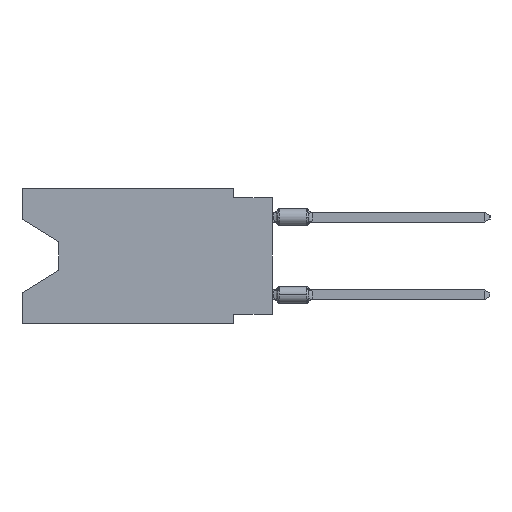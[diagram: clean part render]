
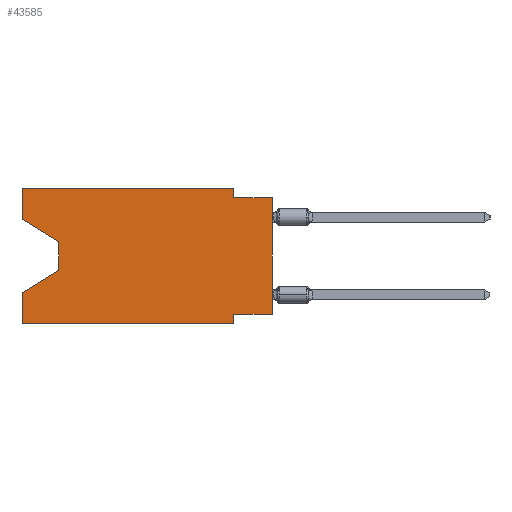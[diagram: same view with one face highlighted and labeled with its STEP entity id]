
A CAD part, left-side view. The second image highlights one B-rep face of the part: STEP entity #43585.
In plain terms, the highlighted planar face has unit normal (-1, 0, 0).
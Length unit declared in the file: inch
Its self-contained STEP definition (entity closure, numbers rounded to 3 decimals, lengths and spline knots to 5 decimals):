
#472 = ORIENTED_EDGE ( 'NONE', *, *, #481, .F. ) ;
#481 = EDGE_CURVE ( 'NONE', #2161, #62691, #19921, .T. ) ;
#626 = EDGE_CURVE ( 'NONE', #9582, #5776, #35884, .T. ) ;
#1187 = EDGE_CURVE ( 'NONE', #3498, #9582, #17905, .T. ) ;
#2161 = VERTEX_POINT ( 'NONE', #6156 ) ;
#2253 = VECTOR ( 'NONE', #8066, 39.37008 ) ;
#2527 = ORIENTED_EDGE ( 'NONE', *, *, #14842, .T. ) ;
#3498 = VERTEX_POINT ( 'NONE', #44120 ) ;
#4070 = CARTESIAN_POINT ( 'NONE',  ( 0., 0.1, 0. ) ) ;
#4712 = LINE ( 'NONE', #24435, #6648 ) ;
#5027 = DIRECTION ( 'NONE',  ( 0., 1., 0. ) ) ;
#5549 = ORIENTED_EDGE ( 'NONE', *, *, #30870, .T. ) ;
#5776 = VERTEX_POINT ( 'NONE', #4070 ) ;
#6156 = CARTESIAN_POINT ( 'NONE',  ( 0., 0.1, -0.025 ) ) ;
#6648 = VECTOR ( 'NONE', #19959, 39.37008 ) ;
#6883 = DIRECTION ( 'NONE',  ( 0., 0.855, -0.519 ) ) ;
#7201 = ORIENTED_EDGE ( 'NONE', *, *, #1187, .F. ) ;
#7852 = DIRECTION ( 'NONE',  ( 0., 0., -1. ) ) ;
#8066 = DIRECTION ( 'NONE',  ( 0., 0., -1. ) ) ;
#9582 = VERTEX_POINT ( 'NONE', #18710 ) ;
#9864 = LINE ( 'NONE', #37085, #2253 ) ;
#9963 = ORIENTED_EDGE ( 'NONE', *, *, #40867, .F. ) ;
#10510 = VECTOR ( 'NONE', #36571, 39.37008 ) ;
#11367 = VECTOR ( 'NONE', #16720, 39.37008 ) ;
#11883 = EDGE_CURVE ( 'NONE', #36663, #42782, #14528, .T. ) ;
#14528 = LINE ( 'NONE', #49299, #58586 ) ;
#14842 = EDGE_CURVE ( 'NONE', #3498, #30334, #62286, .T. ) ;
#16098 = CARTESIAN_POINT ( 'NONE',  ( 0., 0.645, 0. ) ) ;
#16223 = DIRECTION ( 'NONE',  ( 1., 0., 0. ) ) ;
#16720 = DIRECTION ( 'NONE',  ( 0., -1., 0. ) ) ;
#17349 = CARTESIAN_POINT ( 'NONE',  ( 0., 0.55, -0.212 ) ) ;
#17905 = LINE ( 'NONE', #27804, #48680 ) ;
#18275 = CARTESIAN_POINT ( 'NONE',  ( 0., 0.645, -0.08025 ) ) ;
#18710 = CARTESIAN_POINT ( 'NONE',  ( 0., 0.645, 0. ) ) ;
#19913 = VERTEX_POINT ( 'NONE', #48738 ) ;
#19921 = LINE ( 'NONE', #57940, #61214 ) ;
#19959 = DIRECTION ( 'NONE',  ( 0., 0., -1. ) ) ;
#20845 = CARTESIAN_POINT ( 'NONE',  ( 0., 0.645, 0. ) ) ;
#20987 = VECTOR ( 'NONE', #23985, 39.37008 ) ;
#21269 = EDGE_CURVE ( 'NONE', #30334, #31930, #36261, .T. ) ;
#21364 = LINE ( 'NONE', #25548, #43867 ) ;
#21501 = LINE ( 'NONE', #17349, #59648 ) ;
#22486 = CARTESIAN_POINT ( 'NONE',  ( 0., 0.645, 0. ) ) ;
#23985 = DIRECTION ( 'NONE',  ( 0., -0.855, -0.519 ) ) ;
#24435 = CARTESIAN_POINT ( 'NONE',  ( 0., 0.1, 0. ) ) ;
#25548 = CARTESIAN_POINT ( 'NONE',  ( 0., 0., 0. ) ) ;
#27804 = CARTESIAN_POINT ( 'NONE',  ( 0., 0.645, 0. ) ) ;
#28579 = DIRECTION ( 'NONE',  ( 0., -1., 0. ) ) ;
#29119 = EDGE_CURVE ( 'NONE', #36663, #19913, #35545, .T. ) ;
#29873 = ORIENTED_EDGE ( 'NONE', *, *, #11883, .T. ) ;
#30334 = VERTEX_POINT ( 'NONE', #39667 ) ;
#30870 = EDGE_CURVE ( 'NONE', #39059, #62691, #21364, .T. ) ;
#31930 = VERTEX_POINT ( 'NONE', #61964 ) ;
#33403 = CARTESIAN_POINT ( 'NONE',  ( 0., 0., -0.325 ) ) ;
#33778 = EDGE_CURVE ( 'NONE', #43139, #42782, #9864, .T. ) ;
#33984 = DIRECTION ( 'NONE',  ( 0., -1., 0. ) ) ;
#34357 = AXIS2_PLACEMENT_3D ( 'NONE', #22486, #16223, #7852 ) ;
#34685 = CARTESIAN_POINT ( 'NONE',  ( 0., 0., -0.025 ) ) ;
#35545 = LINE ( 'NONE', #20845, #50973 ) ;
#35884 = LINE ( 'NONE', #16098, #11367 ) ;
#36261 = LINE ( 'NONE', #46478, #10510 ) ;
#36571 = DIRECTION ( 'NONE',  ( 0., 0., -1. ) ) ;
#36663 = VERTEX_POINT ( 'NONE', #62849 ) ;
#37085 = CARTESIAN_POINT ( 'NONE',  ( 0., 0.1, -0.35 ) ) ;
#37309 = CARTESIAN_POINT ( 'NONE',  ( 0., 0., -0.325 ) ) ;
#39059 = VERTEX_POINT ( 'NONE', #37309 ) ;
#39667 = CARTESIAN_POINT ( 'NONE',  ( 0., 0.55, -0.138 ) ) ;
#40867 = EDGE_CURVE ( 'NONE', #39059, #43139, #48411, .T. ) ;
#40896 = EDGE_CURVE ( 'NONE', #5776, #2161, #4712, .T. ) ;
#42782 = VERTEX_POINT ( 'NONE', #55615 ) ;
#43139 = VERTEX_POINT ( 'NONE', #45345 ) ;
#43585 = ADVANCED_FACE ( 'NONE', ( #51874 ), #59936, .F. ) ;
#43867 = VECTOR ( 'NONE', #55213, 39.37008 ) ;
#44120 = CARTESIAN_POINT ( 'NONE',  ( 0., 0.645, -0.08025 ) ) ;
#45342 = VECTOR ( 'NONE', #5027, 39.37008 ) ;
#45345 = CARTESIAN_POINT ( 'NONE',  ( 0., 0.1, -0.325 ) ) ;
#45908 = ORIENTED_EDGE ( 'NONE', *, *, #53505, .T. ) ;
#46478 = CARTESIAN_POINT ( 'NONE',  ( 0., 0.55, -0.138 ) ) ;
#47286 = DIRECTION ( 'NONE',  ( 0., 0., 1. ) ) ;
#48411 = LINE ( 'NONE', #33403, #45342 ) ;
#48458 = ORIENTED_EDGE ( 'NONE', *, *, #40896, .F. ) ;
#48680 = VECTOR ( 'NONE', #47286, 39.37008 ) ;
#48738 = CARTESIAN_POINT ( 'NONE',  ( 0., 0.645, -0.26975 ) ) ;
#49299 = CARTESIAN_POINT ( 'NONE',  ( 0., 0.645, -0.35 ) ) ;
#50973 = VECTOR ( 'NONE', #59165, 39.37008 ) ;
#51358 = EDGE_LOOP ( 'NONE', ( #2527, #52679, #45908, #60697, #29873, #55187, #9963, #5549, #472, #48458, #60961, #7201 ) ) ;
#51874 = FACE_OUTER_BOUND ( 'NONE', #51358, .T. ) ;
#52679 = ORIENTED_EDGE ( 'NONE', *, *, #21269, .T. ) ;
#53505 = EDGE_CURVE ( 'NONE', #31930, #19913, #21501, .T. ) ;
#55187 = ORIENTED_EDGE ( 'NONE', *, *, #33778, .F. ) ;
#55213 = DIRECTION ( 'NONE',  ( 0., 0., 1. ) ) ;
#55615 = CARTESIAN_POINT ( 'NONE',  ( 0., 0.1, -0.35 ) ) ;
#57940 = CARTESIAN_POINT ( 'NONE',  ( 0., 0., -0.025 ) ) ;
#58586 = VECTOR ( 'NONE', #33984, 39.37008 ) ;
#59165 = DIRECTION ( 'NONE',  ( 0., 0., 1. ) ) ;
#59648 = VECTOR ( 'NONE', #6883, 39.37008 ) ;
#59936 = PLANE ( 'NONE',  #34357 ) ;
#60697 = ORIENTED_EDGE ( 'NONE', *, *, #29119, .F. ) ;
#60961 = ORIENTED_EDGE ( 'NONE', *, *, #626, .F. ) ;
#61214 = VECTOR ( 'NONE', #28579, 39.37008 ) ;
#61964 = CARTESIAN_POINT ( 'NONE',  ( 0., 0.55, -0.212 ) ) ;
#62286 = LINE ( 'NONE', #18275, #20987 ) ;
#62691 = VERTEX_POINT ( 'NONE', #34685 ) ;
#62849 = CARTESIAN_POINT ( 'NONE',  ( 0., 0.645, -0.35 ) ) ;
